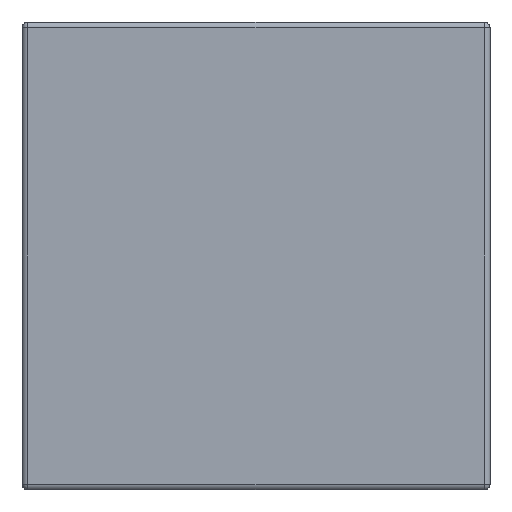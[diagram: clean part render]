
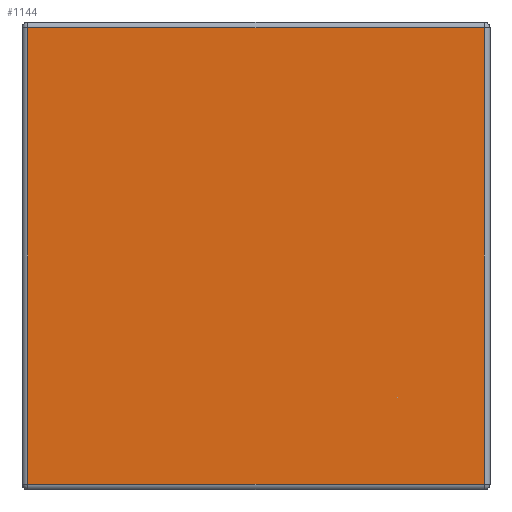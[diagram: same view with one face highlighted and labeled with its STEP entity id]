
A CAD part, front view. The second image highlights one B-rep face of the part: STEP entity #1144.
In plain terms, the highlighted planar face has unit normal (0, -1, 0).
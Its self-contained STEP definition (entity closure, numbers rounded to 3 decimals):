
#242=ORIENTED_EDGE('',*,*,#530,.T.);
#243=ORIENTED_EDGE('',*,*,#531,.T.);
#244=ORIENTED_EDGE('',*,*,#532,.T.);
#245=ORIENTED_EDGE('',*,*,#533,.T.);
#530=EDGE_CURVE('',#680,#681,#780,.T.);
#531=EDGE_CURVE('',#681,#682,#781,.T.);
#532=EDGE_CURVE('',#682,#683,#782,.T.);
#533=EDGE_CURVE('',#683,#680,#783,.T.);
#680=VERTEX_POINT('',#1907);
#681=VERTEX_POINT('',#1908);
#682=VERTEX_POINT('',#1910);
#683=VERTEX_POINT('',#1912);
#780=LINE('',#1906,#882);
#781=LINE('',#1909,#883);
#782=LINE('',#1911,#884);
#783=LINE('',#1913,#885);
#882=VECTOR('',#1507,1000.);
#883=VECTOR('',#1508,1000.);
#884=VECTOR('',#1509,1000.);
#885=VECTOR('',#1510,1000.);
#958=EDGE_LOOP('',(#242,#243,#244,#245));
#1034=FACE_BOUND('',#958,.T.);
#1106=PLANE('',#1290);
#1144=ADVANCED_FACE('',(#1034),#1106,.T.);
#1290=AXIS2_PLACEMENT_3D('',#1905,#1505,#1506);
#1505=DIRECTION('',(0.,-1.,0.));
#1506=DIRECTION('',(0.,0.,-1.));
#1507=DIRECTION('',(0.,0.,1.));
#1508=DIRECTION('',(-1.,0.,0.));
#1509=DIRECTION('',(0.,0.,-1.));
#1510=DIRECTION('',(1.,0.,0.));
#1905=CARTESIAN_POINT('',(0.,-0.2,0.));
#1906=CARTESIAN_POINT('',(0.39,-0.2,0.4));
#1907=CARTESIAN_POINT('',(0.39,-0.2,-0.39));
#1908=CARTESIAN_POINT('',(0.39,-0.2,0.39));
#1909=CARTESIAN_POINT('',(-0.4,-0.2,0.39));
#1910=CARTESIAN_POINT('',(-0.39,-0.2,0.39));
#1911=CARTESIAN_POINT('',(-0.39,-0.2,-0.4));
#1912=CARTESIAN_POINT('',(-0.39,-0.2,-0.39));
#1913=CARTESIAN_POINT('',(0.4,-0.2,-0.39));
